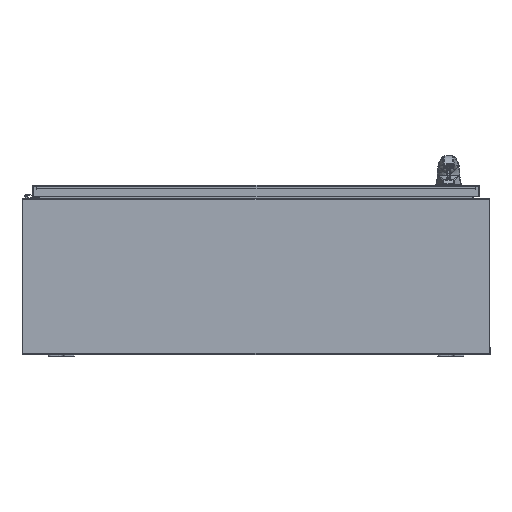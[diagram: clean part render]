
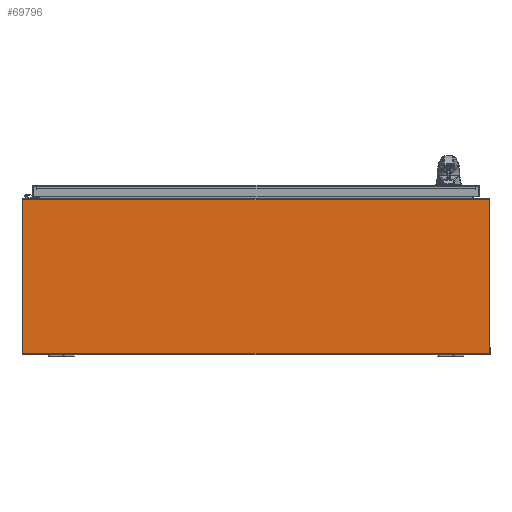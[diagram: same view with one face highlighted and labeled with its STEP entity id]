
A CAD part, front view. The second image highlights one B-rep face of the part: STEP entity #69796.
In plain terms, the highlighted planar face has unit normal (0, -1, 0).
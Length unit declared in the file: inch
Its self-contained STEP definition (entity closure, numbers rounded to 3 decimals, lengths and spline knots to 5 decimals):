
#299 = VERTEX_POINT ( 'NONE', #31335 ) ;
#11338 = EDGE_LOOP ( 'NONE', ( #51196, #68973, #59988, #51198 ) ) ;
#13561 = EDGE_CURVE ( 'NONE', #299, #92778, #49629, .T. ) ;
#14324 = CARTESIAN_POINT ( 'NONE',  ( 0., 0., 0.10525 ) ) ;
#14483 = DIRECTION ( 'NONE',  ( 1., 0., 0. ) ) ;
#17487 = CARTESIAN_POINT ( 'NONE',  ( 35.852, 0., 11.89475 ) ) ;
#18421 = EDGE_CURVE ( 'NONE', #19357, #69342, #48950, .T. ) ;
#19357 = VERTEX_POINT ( 'NONE', #17487 ) ;
#23728 = VECTOR ( 'NONE', #108737, 39.37008 ) ;
#26641 = DIRECTION ( 'NONE',  ( 0., 1., 0. ) ) ;
#28449 = AXIS2_PLACEMENT_3D ( 'NONE', #83454, #26641, #92891 ) ;
#31335 = CARTESIAN_POINT ( 'NONE',  ( 0., 0., 0.10525 ) ) ;
#34873 = LINE ( 'NONE', #111715, #79318 ) ;
#35603 = VECTOR ( 'NONE', #59019, 39.37008 ) ;
#36655 = EDGE_CURVE ( 'NONE', #19357, #92778, #34873, .T. ) ;
#48950 = LINE ( 'NONE', #111563, #23728 ) ;
#49629 = LINE ( 'NONE', #14324, #99975 ) ;
#51196 = ORIENTED_EDGE ( 'NONE', *, *, #18421, .T. ) ;
#51198 = ORIENTED_EDGE ( 'NONE', *, *, #36655, .F. ) ;
#59019 = DIRECTION ( 'NONE',  ( 0., 0., 1. ) ) ;
#59988 = ORIENTED_EDGE ( 'NONE', *, *, #13561, .T. ) ;
#68973 = ORIENTED_EDGE ( 'NONE', *, *, #115549, .F. ) ;
#69342 = VERTEX_POINT ( 'NONE', #111903 ) ;
#69796 = ADVANCED_FACE ( 'NONE', ( #116492 ), #101958, .F. ) ;
#79318 = VECTOR ( 'NONE', #111060, 39.37008 ) ;
#83454 = CARTESIAN_POINT ( 'NONE',  ( 17.926, 0., -20.86218 ) ) ;
#86248 = CARTESIAN_POINT ( 'NONE',  ( 35.852, 0., 0.10525 ) ) ;
#92778 = VERTEX_POINT ( 'NONE', #86248 ) ;
#92891 = DIRECTION ( 'NONE',  ( 1., 0., 0. ) ) ;
#99975 = VECTOR ( 'NONE', #14483, 39.37008 ) ;
#101958 = PLANE ( 'NONE',  #28449 ) ;
#108737 = DIRECTION ( 'NONE',  ( -1., 0., 0. ) ) ;
#111038 = LINE ( 'NONE', #114679, #35603 ) ;
#111060 = DIRECTION ( 'NONE',  ( 0., 0., -1. ) ) ;
#111563 = CARTESIAN_POINT ( 'NONE',  ( 35.852, 0., 11.89475 ) ) ;
#111715 = CARTESIAN_POINT ( 'NONE',  ( 35.852, 0., 11.89475 ) ) ;
#111903 = CARTESIAN_POINT ( 'NONE',  ( 0., 0., 11.89475 ) ) ;
#114679 = CARTESIAN_POINT ( 'NONE',  ( 0., 0., 0.10525 ) ) ;
#115549 = EDGE_CURVE ( 'NONE', #299, #69342, #111038, .T. ) ;
#116492 = FACE_OUTER_BOUND ( 'NONE', #11338, .T. ) ;
